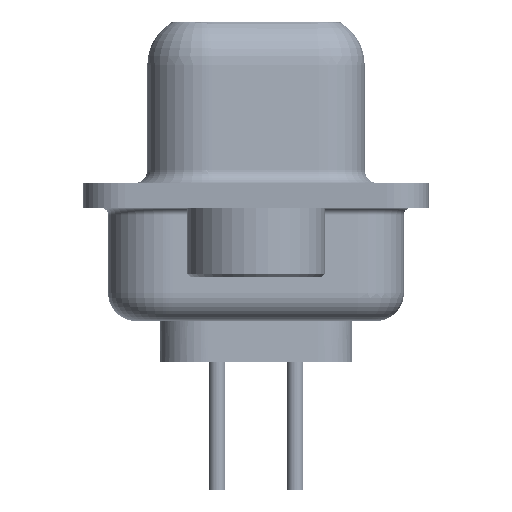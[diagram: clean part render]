
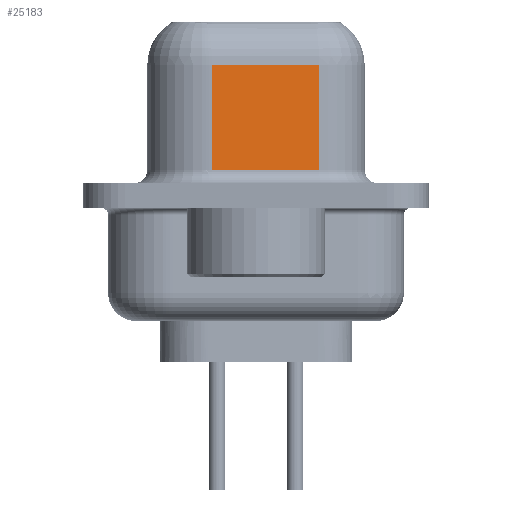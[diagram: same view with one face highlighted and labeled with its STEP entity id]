
A CAD part, left-side view. The second image highlights one B-rep face of the part: STEP entity #25183.
In plain terms, the highlighted planar face has unit normal (-0.985, -0.174, 0).
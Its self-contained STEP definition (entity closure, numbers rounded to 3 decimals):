
#1872 = VECTOR ( 'NONE', #26363, 1000. ) ;
#4425 = FACE_OUTER_BOUND ( 'NONE', #10289, .T. ) ;
#4440 = DIRECTION ( 'NONE',  ( 0., 0., -1. ) ) ;
#5821 = DIRECTION ( 'NONE',  ( -0.174, 0.985, 0. ) ) ;
#6816 = ORIENTED_EDGE ( 'NONE', *, *, #17828, .T. ) ;
#8094 = ORIENTED_EDGE ( 'NONE', *, *, #30578, .T. ) ;
#8881 = CARTESIAN_POINT ( 'NONE',  ( 5.048, -2.297, 4.77 ) ) ;
#10034 = VERTEX_POINT ( 'NONE', #15923 ) ;
#10098 = CARTESIAN_POINT ( 'NONE',  ( 5.048, -2.297, 6.52 ) ) ;
#10289 = EDGE_LOOP ( 'NONE', ( #31171, #20892, #8094, #6816 ) ) ;
#13861 = VECTOR ( 'NONE', #5821, 1000. ) ;
#14727 = DIRECTION ( 'NONE',  ( 0.985, 0.174, 0. ) ) ;
#14948 = DIRECTION ( 'NONE',  ( 0.174, -0.985, 0. ) ) ;
#15222 = DIRECTION ( 'NONE',  ( -0.174, 0.985, 0. ) ) ;
#15791 = CARTESIAN_POINT ( 'NONE',  ( 5.048, -2.297, 4.77 ) ) ;
#15923 = CARTESIAN_POINT ( 'NONE',  ( 5.048, -2.297, 0.95 ) ) ;
#17828 = EDGE_CURVE ( 'NONE', #22890, #10034, #28243, .T. ) ;
#18620 = LINE ( 'NONE', #15791, #13861 ) ;
#20182 = EDGE_CURVE ( 'NONE', #27435, #25523, #18620, .T. ) ;
#20866 = VECTOR ( 'NONE', #14948, 1000. ) ;
#20892 = ORIENTED_EDGE ( 'NONE', *, *, #20182, .T. ) ;
#21648 = AXIS2_PLACEMENT_3D ( 'NONE', #10098, #14727, #15222 ) ;
#22890 = VERTEX_POINT ( 'NONE', #31467 ) ;
#23107 = CARTESIAN_POINT ( 'NONE',  ( 5.048, -2.297, 0.95 ) ) ;
#24867 = CARTESIAN_POINT ( 'NONE',  ( 4.36, 1.603, 6.52 ) ) ;
#25183 = ADVANCED_FACE ( 'NONE', ( #4425 ), #29684, .F. ) ;
#25523 = VERTEX_POINT ( 'NONE', #27473 ) ;
#26363 = DIRECTION ( 'NONE',  ( 0., 0., -1. ) ) ;
#27435 = VERTEX_POINT ( 'NONE', #8881 ) ;
#27473 = CARTESIAN_POINT ( 'NONE',  ( 4.36, 1.603, 4.77 ) ) ;
#28243 = LINE ( 'NONE', #23107, #20866 ) ;
#28867 = LINE ( 'NONE', #29193, #1872 ) ;
#29149 = EDGE_CURVE ( 'NONE', #27435, #10034, #28867, .T. ) ;
#29193 = CARTESIAN_POINT ( 'NONE',  ( 5.048, -2.297, 6.52 ) ) ;
#29684 = PLANE ( 'NONE',  #21648 ) ;
#29695 = LINE ( 'NONE', #24867, #32164 ) ;
#30578 = EDGE_CURVE ( 'NONE', #25523, #22890, #29695, .T. ) ;
#31171 = ORIENTED_EDGE ( 'NONE', *, *, #29149, .F. ) ;
#31467 = CARTESIAN_POINT ( 'NONE',  ( 4.36, 1.603, 0.95 ) ) ;
#32164 = VECTOR ( 'NONE', #4440, 1000. ) ;
